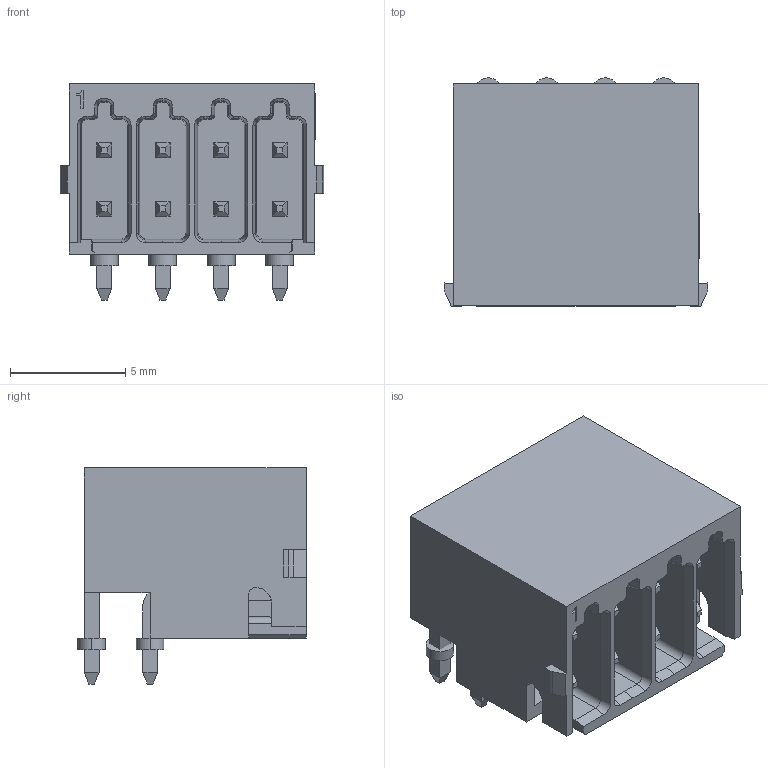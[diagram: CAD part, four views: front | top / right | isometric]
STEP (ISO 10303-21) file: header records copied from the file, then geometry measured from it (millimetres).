
FILE_DESCRIPTION(('Creo Elements/Direct Modeling STEP Export'),'2;1');
FILE_NAME('model.stp','2018-06-11T13:22:55',(''),(''),'Creo Elements/Direct Modeling STEP processor for AP214 (Solid Model)','Creo Elements/Direct Modeling 18.1I 14-Aug-2016 (C) Parametric Technology GmbH','');
FILE_SCHEMA(('AUTOMOTIVE_DESIGN { 1 0 10303 214 1 1 1 1 }'));
Length unit declared in the file: millimetre
Products named in the file (3): dmc_0.5-4-g-2.54_thr; Bohrloch_5; DMC_0.5_4-G1-2.54_P20THR
Assembly tree (9 placements, depth 2):
  DMC_0.5_4-G1-2.54_P20THR
    Bohrloch_5  x8
    dmc_0.5-4-g-2.54_thr
Bounding box: 11.46 x 9.92 x 9.39 mm (x, y, z)
Volume: 501 mm3; surface area: 1001.8 mm2
Topology: 9 solids, 9 shells, 508 faces, 1275 edges, 802 vertices
Faces by surface type: plane 359, bspline 70, cylinder 60, extrusion 19
Entity records: 22039 total; most frequent: CARTESIAN_POINT 7240, ORIENTED_EDGE 2462, DIRECTION 1884, EDGE_CURVE 1231, VECTOR 996, LINE 977, VERTEX_POINT 774, EDGE_LOOP 499
